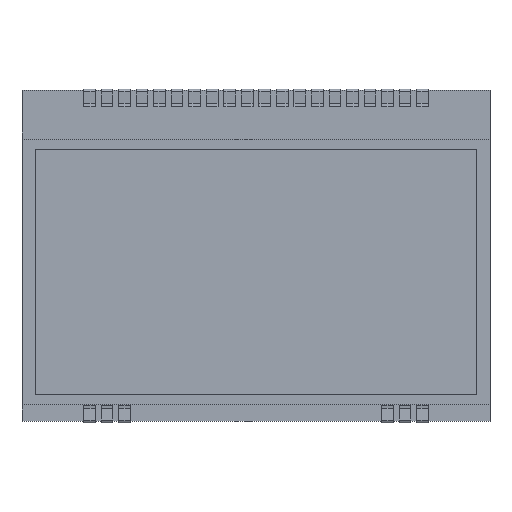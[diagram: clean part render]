
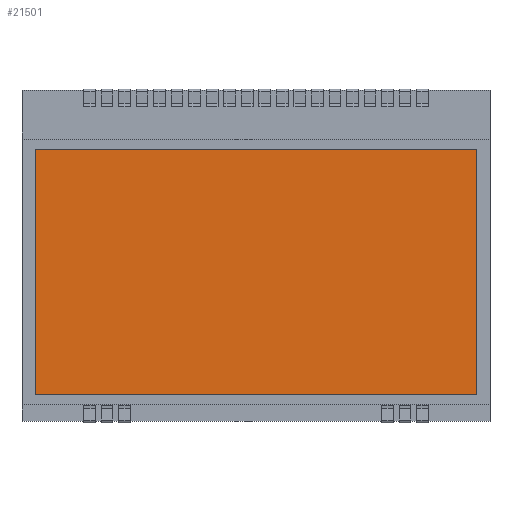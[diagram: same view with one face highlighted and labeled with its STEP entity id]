
A CAD part, top view. The second image highlights one B-rep face of the part: STEP entity #21501.
In plain terms, the highlighted planar face has unit normal (0, 0, 1).
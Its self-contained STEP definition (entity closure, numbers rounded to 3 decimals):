
#311 = VERTEX_POINT ( 'NONE', #10882 ) ;
#587 = VECTOR ( 'NONE', #9770, 1000. ) ;
#1333 = CARTESIAN_POINT ( 'NONE',  ( 32., -20.07, 2.5 ) ) ;
#1629 = CARTESIAN_POINT ( 'NONE',  ( -32., -20.07, 2.5 ) ) ;
#2520 = LINE ( 'NONE', #20655, #25317 ) ;
#2851 = DIRECTION ( 'NONE',  ( 0., 1., 0. ) ) ;
#4872 = EDGE_CURVE ( 'NONE', #22445, #12211, #29361, .T. ) ;
#5355 = VECTOR ( 'NONE', #18764, 1000. ) ;
#9770 = DIRECTION ( 'NONE',  ( -1., 0., 0. ) ) ;
#10882 = CARTESIAN_POINT ( 'NONE',  ( -32., 15.43, 2.5 ) ) ;
#12211 = VERTEX_POINT ( 'NONE', #37640 ) ;
#13265 = VERTEX_POINT ( 'NONE', #1629 ) ;
#13287 = LINE ( 'NONE', #30655, #5355 ) ;
#14030 = CARTESIAN_POINT ( 'NONE',  ( 0., 0., 2.5 ) ) ;
#15619 = EDGE_CURVE ( 'NONE', #13265, #311, #2520, .T. ) ;
#16266 = DIRECTION ( 'NONE',  ( 0., -1., 0. ) ) ;
#16994 = DIRECTION ( 'NONE',  ( 1., 0., 0. ) ) ;
#18764 = DIRECTION ( 'NONE',  ( 1., 0., 0. ) ) ;
#19246 = EDGE_LOOP ( 'NONE', ( #34145, #31614, #35236, #28030 ) ) ;
#19732 = PLANE ( 'NONE',  #37786 ) ;
#20655 = CARTESIAN_POINT ( 'NONE',  ( -32., 15.43, 2.5 ) ) ;
#21397 = VECTOR ( 'NONE', #16266, 1000. ) ;
#21501 = ADVANCED_FACE ( 'NONE', ( #30049 ), #19732, .T. ) ;
#22101 = EDGE_CURVE ( 'NONE', #22445, #311, #32238, .T. ) ;
#22445 = VERTEX_POINT ( 'NONE', #32121 ) ;
#25317 = VECTOR ( 'NONE', #2851, 1000. ) ;
#28030 = ORIENTED_EDGE ( 'NONE', *, *, #29106, .T. ) ;
#29106 = EDGE_CURVE ( 'NONE', #13265, #12211, #13287, .T. ) ;
#29361 = LINE ( 'NONE', #1333, #21397 ) ;
#30049 = FACE_OUTER_BOUND ( 'NONE', #19246, .T. ) ;
#30655 = CARTESIAN_POINT ( 'NONE',  ( 32., -20.07, 2.5 ) ) ;
#31614 = ORIENTED_EDGE ( 'NONE', *, *, #22101, .T. ) ;
#32121 = CARTESIAN_POINT ( 'NONE',  ( 32., 15.43, 2.5 ) ) ;
#32238 = LINE ( 'NONE', #36613, #587 ) ;
#34145 = ORIENTED_EDGE ( 'NONE', *, *, #4872, .F. ) ;
#34877 = DIRECTION ( 'NONE',  ( 0., 0., 1. ) ) ;
#35236 = ORIENTED_EDGE ( 'NONE', *, *, #15619, .F. ) ;
#36613 = CARTESIAN_POINT ( 'NONE',  ( -32., 15.43, 2.5 ) ) ;
#37640 = CARTESIAN_POINT ( 'NONE',  ( 32., -20.07, 2.5 ) ) ;
#37786 = AXIS2_PLACEMENT_3D ( 'NONE', #14030, #34877, #16994 ) ;
